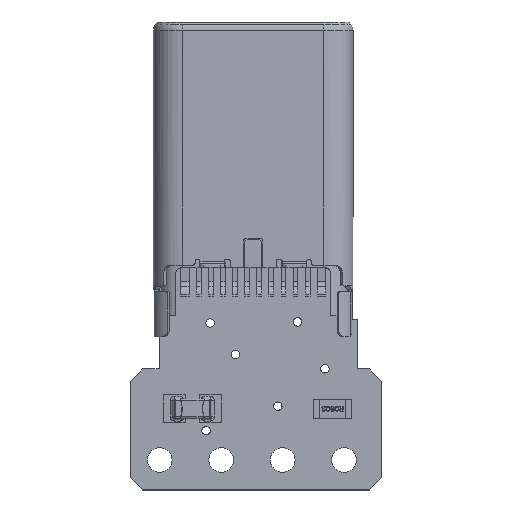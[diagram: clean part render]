
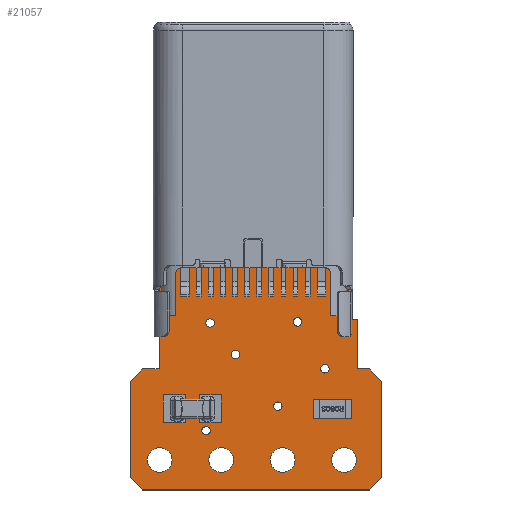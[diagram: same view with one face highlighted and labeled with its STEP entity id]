
A CAD part, top view. The second image highlights one B-rep face of the part: STEP entity #21057.
In plain terms, the highlighted planar face has unit normal (0, 0, 1).
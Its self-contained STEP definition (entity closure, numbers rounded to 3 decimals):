
#407=FACE_BOUND('',#2404,.T.);
#408=FACE_BOUND('',#2405,.T.);
#409=FACE_BOUND('',#2406,.T.);
#410=FACE_BOUND('',#2407,.T.);
#411=FACE_BOUND('',#2408,.T.);
#412=FACE_BOUND('',#2409,.T.);
#413=FACE_BOUND('',#2410,.T.);
#414=FACE_BOUND('',#2411,.T.);
#415=FACE_BOUND('',#2412,.T.);
#416=FACE_BOUND('',#2413,.T.);
#417=FACE_BOUND('',#2414,.T.);
#418=FACE_BOUND('',#2415,.T.);
#459=PLANE('',#22366);
#1232=FACE_OUTER_BOUND('',#2403,.T.);
#2403=EDGE_LOOP('',(#14308,#14309,#14310,#14311,#14312,#14313,#14314,#14315,
#14316,#14317,#14318,#14319,#14320,#14321));
#2404=EDGE_LOOP('',(#14322));
#2405=EDGE_LOOP('',(#14323));
#2406=EDGE_LOOP('',(#14324));
#2407=EDGE_LOOP('',(#14325));
#2408=EDGE_LOOP('',(#14326));
#2409=EDGE_LOOP('',(#14327));
#2410=EDGE_LOOP('',(#14328));
#2411=EDGE_LOOP('',(#14329));
#2412=EDGE_LOOP('',(#14330));
#2413=EDGE_LOOP('',(#14331));
#2414=EDGE_LOOP('',(#14332));
#2415=EDGE_LOOP('',(#14333));
#3600=LINE('',#30264,#5913);
#3603=LINE('',#30270,#5916);
#3606=LINE('',#30276,#5919);
#3609=LINE('',#30282,#5922);
#3612=LINE('',#30288,#5925);
#3615=LINE('',#30294,#5928);
#3618=LINE('',#30300,#5931);
#3621=LINE('',#30306,#5934);
#3624=LINE('',#30312,#5937);
#3627=LINE('',#30318,#5940);
#3630=LINE('',#30324,#5943);
#3633=LINE('',#30330,#5946);
#3636=LINE('',#30336,#5949);
#3639=LINE('',#30340,#5952);
#5913=VECTOR('',#24259,10.);
#5916=VECTOR('',#24264,10.);
#5919=VECTOR('',#24269,10.);
#5922=VECTOR('',#24274,10.);
#5925=VECTOR('',#24279,10.);
#5928=VECTOR('',#24284,10.);
#5931=VECTOR('',#24289,10.);
#5934=VECTOR('',#24294,10.);
#5937=VECTOR('',#24299,10.);
#5940=VECTOR('',#24304,10.);
#5943=VECTOR('',#24309,10.);
#5946=VECTOR('',#24314,10.);
#5949=VECTOR('',#24319,10.);
#5952=VECTOR('',#24324,10.);
#8213=CIRCLE('',#22318,0.51);
#8215=CIRCLE('',#22321,0.51);
#8217=CIRCLE('',#22324,0.175);
#8219=CIRCLE('',#22327,0.175);
#8221=CIRCLE('',#22330,0.175);
#8223=CIRCLE('',#22333,0.175);
#8225=CIRCLE('',#22336,0.175);
#8227=CIRCLE('',#22339,0.175);
#8229=CIRCLE('',#22342,0.175);
#8231=CIRCLE('',#22345,0.175);
#8233=CIRCLE('',#22348,0.51);
#8235=CIRCLE('',#22351,0.51);
#8872=VERTEX_POINT('',#30188);
#8874=VERTEX_POINT('',#30194);
#8876=VERTEX_POINT('',#30200);
#8878=VERTEX_POINT('',#30206);
#8880=VERTEX_POINT('',#30212);
#8882=VERTEX_POINT('',#30218);
#8884=VERTEX_POINT('',#30224);
#8886=VERTEX_POINT('',#30230);
#8888=VERTEX_POINT('',#30236);
#8890=VERTEX_POINT('',#30242);
#8892=VERTEX_POINT('',#30248);
#8894=VERTEX_POINT('',#30254);
#8897=VERTEX_POINT('',#30261);
#8898=VERTEX_POINT('',#30263);
#8900=VERTEX_POINT('',#30269);
#8902=VERTEX_POINT('',#30275);
#8904=VERTEX_POINT('',#30281);
#8906=VERTEX_POINT('',#30287);
#8908=VERTEX_POINT('',#30293);
#8910=VERTEX_POINT('',#30299);
#8912=VERTEX_POINT('',#30305);
#8914=VERTEX_POINT('',#30311);
#8916=VERTEX_POINT('',#30317);
#8918=VERTEX_POINT('',#30323);
#8920=VERTEX_POINT('',#30329);
#8922=VERTEX_POINT('',#30335);
#10993=EDGE_CURVE('',#8872,#8872,#8213,.T.);
#10996=EDGE_CURVE('',#8874,#8874,#8215,.T.);
#10999=EDGE_CURVE('',#8876,#8876,#8217,.T.);
#11002=EDGE_CURVE('',#8878,#8878,#8219,.T.);
#11005=EDGE_CURVE('',#8880,#8880,#8221,.T.);
#11008=EDGE_CURVE('',#8882,#8882,#8223,.T.);
#11011=EDGE_CURVE('',#8884,#8884,#8225,.T.);
#11014=EDGE_CURVE('',#8886,#8886,#8227,.T.);
#11017=EDGE_CURVE('',#8888,#8888,#8229,.T.);
#11020=EDGE_CURVE('',#8890,#8890,#8231,.T.);
#11023=EDGE_CURVE('',#8892,#8892,#8233,.T.);
#11026=EDGE_CURVE('',#8894,#8894,#8235,.T.);
#11029=EDGE_CURVE('',#8898,#8897,#3600,.T.);
#11032=EDGE_CURVE('',#8900,#8898,#3603,.T.);
#11035=EDGE_CURVE('',#8902,#8900,#3606,.T.);
#11038=EDGE_CURVE('',#8904,#8902,#3609,.T.);
#11041=EDGE_CURVE('',#8906,#8904,#3612,.T.);
#11044=EDGE_CURVE('',#8908,#8906,#3615,.T.);
#11047=EDGE_CURVE('',#8910,#8908,#3618,.T.);
#11050=EDGE_CURVE('',#8912,#8910,#3621,.T.);
#11053=EDGE_CURVE('',#8914,#8912,#3624,.T.);
#11056=EDGE_CURVE('',#8916,#8914,#3627,.T.);
#11059=EDGE_CURVE('',#8918,#8916,#3630,.T.);
#11062=EDGE_CURVE('',#8920,#8918,#3633,.T.);
#11065=EDGE_CURVE('',#8922,#8920,#3636,.T.);
#11068=EDGE_CURVE('',#8897,#8922,#3639,.T.);
#14308=ORIENTED_EDGE('',*,*,#11068,.T.);
#14309=ORIENTED_EDGE('',*,*,#11065,.T.);
#14310=ORIENTED_EDGE('',*,*,#11062,.T.);
#14311=ORIENTED_EDGE('',*,*,#11059,.T.);
#14312=ORIENTED_EDGE('',*,*,#11056,.T.);
#14313=ORIENTED_EDGE('',*,*,#11053,.T.);
#14314=ORIENTED_EDGE('',*,*,#11050,.T.);
#14315=ORIENTED_EDGE('',*,*,#11047,.T.);
#14316=ORIENTED_EDGE('',*,*,#11044,.T.);
#14317=ORIENTED_EDGE('',*,*,#11041,.T.);
#14318=ORIENTED_EDGE('',*,*,#11038,.T.);
#14319=ORIENTED_EDGE('',*,*,#11035,.T.);
#14320=ORIENTED_EDGE('',*,*,#11032,.T.);
#14321=ORIENTED_EDGE('',*,*,#11029,.T.);
#14322=ORIENTED_EDGE('',*,*,#10993,.T.);
#14323=ORIENTED_EDGE('',*,*,#10996,.T.);
#14324=ORIENTED_EDGE('',*,*,#10999,.T.);
#14325=ORIENTED_EDGE('',*,*,#11002,.T.);
#14326=ORIENTED_EDGE('',*,*,#11005,.T.);
#14327=ORIENTED_EDGE('',*,*,#11008,.T.);
#14328=ORIENTED_EDGE('',*,*,#11011,.T.);
#14329=ORIENTED_EDGE('',*,*,#11014,.T.);
#14330=ORIENTED_EDGE('',*,*,#11017,.T.);
#14331=ORIENTED_EDGE('',*,*,#11020,.T.);
#14332=ORIENTED_EDGE('',*,*,#11023,.T.);
#14333=ORIENTED_EDGE('',*,*,#11026,.T.);
#21057=ADVANCED_FACE('',(#1232,#407,#408,#409,#410,#411,#412,#413,#414,
#415,#416,#417,#418),#459,.T.);
#22318=AXIS2_PLACEMENT_3D('',#30190,#24176,#24177);
#22321=AXIS2_PLACEMENT_3D('',#30196,#24183,#24184);
#22324=AXIS2_PLACEMENT_3D('',#30202,#24190,#24191);
#22327=AXIS2_PLACEMENT_3D('',#30208,#24197,#24198);
#22330=AXIS2_PLACEMENT_3D('',#30214,#24204,#24205);
#22333=AXIS2_PLACEMENT_3D('',#30220,#24211,#24212);
#22336=AXIS2_PLACEMENT_3D('',#30226,#24218,#24219);
#22339=AXIS2_PLACEMENT_3D('',#30232,#24225,#24226);
#22342=AXIS2_PLACEMENT_3D('',#30238,#24232,#24233);
#22345=AXIS2_PLACEMENT_3D('',#30244,#24239,#24240);
#22348=AXIS2_PLACEMENT_3D('',#30250,#24246,#24247);
#22351=AXIS2_PLACEMENT_3D('',#30256,#24253,#24254);
#22366=AXIS2_PLACEMENT_3D('',#30341,#24325,#24326);
#24176=DIRECTION('center_axis',(0.,0.,-1.));
#24177=DIRECTION('ref_axis',(1.,0.,0.));
#24183=DIRECTION('center_axis',(0.,0.,-1.));
#24184=DIRECTION('ref_axis',(1.,0.,0.));
#24190=DIRECTION('center_axis',(0.,0.,-1.));
#24191=DIRECTION('ref_axis',(1.,0.,0.));
#24197=DIRECTION('center_axis',(0.,0.,-1.));
#24198=DIRECTION('ref_axis',(1.,0.,0.));
#24204=DIRECTION('center_axis',(0.,0.,-1.));
#24205=DIRECTION('ref_axis',(1.,0.,0.));
#24211=DIRECTION('center_axis',(0.,0.,-1.));
#24212=DIRECTION('ref_axis',(1.,0.,0.));
#24218=DIRECTION('center_axis',(0.,0.,-1.));
#24219=DIRECTION('ref_axis',(1.,0.,0.));
#24225=DIRECTION('center_axis',(0.,0.,-1.));
#24226=DIRECTION('ref_axis',(1.,0.,0.));
#24232=DIRECTION('center_axis',(0.,0.,-1.));
#24233=DIRECTION('ref_axis',(1.,0.,0.));
#24239=DIRECTION('center_axis',(0.,0.,-1.));
#24240=DIRECTION('ref_axis',(1.,0.,0.));
#24246=DIRECTION('center_axis',(0.,0.,-1.));
#24247=DIRECTION('ref_axis',(1.,0.,0.));
#24253=DIRECTION('center_axis',(0.,0.,-1.));
#24254=DIRECTION('ref_axis',(1.,0.,0.));
#24259=DIRECTION('',(0.,1.,0.));
#24264=DIRECTION('',(-1.,0.,0.));
#24269=DIRECTION('',(-0.707,0.707,0.));
#24274=DIRECTION('',(0.,1.,0.));
#24279=DIRECTION('',(0.707,0.707,0.));
#24284=DIRECTION('',(1.,0.,0.));
#24289=DIRECTION('',(0.707,-0.707,0.));
#24294=DIRECTION('',(0.,-1.,0.));
#24299=DIRECTION('',(-0.707,-0.707,0.));
#24304=DIRECTION('',(-1.,0.,0.));
#24309=DIRECTION('',(0.,-1.,0.));
#24314=DIRECTION('',(-1.,0.,0.));
#24319=DIRECTION('',(0.,1.,0.));
#24324=DIRECTION('',(-1.,0.,0.));
#24325=DIRECTION('center_axis',(0.,0.,1.));
#24326=DIRECTION('ref_axis',(1.,0.,0.));
#30188=CARTESIAN_POINT('',(5.849,1.303,0.87));
#30190=CARTESIAN_POINT('Origin',(6.359,1.303,0.87));
#30194=CARTESIAN_POINT('',(0.769,1.303,0.87));
#30196=CARTESIAN_POINT('Origin',(1.279,1.303,0.87));
#30200=CARTESIAN_POINT('',(8.256,9.653,0.87));
#30202=CARTESIAN_POINT('Origin',(8.431,9.653,0.87));
#30206=CARTESIAN_POINT('',(1.81,9.666,0.87));
#30208=CARTESIAN_POINT('Origin',(1.985,9.666,0.87));
#30212=CARTESIAN_POINT('',(3.185,6.965,0.87));
#30214=CARTESIAN_POINT('Origin',(3.36,6.965,0.87));
#30218=CARTESIAN_POINT('',(7.929,5.073,0.87));
#30220=CARTESIAN_POINT('Origin',(8.104,5.073,0.87));
#30224=CARTESIAN_POINT('',(5.984,3.527,0.87));
#30226=CARTESIAN_POINT('Origin',(6.159,3.527,0.87));
#30230=CARTESIAN_POINT('',(6.8,7.012,0.87));
#30232=CARTESIAN_POINT('Origin',(6.975,7.012,0.87));
#30236=CARTESIAN_POINT('',(4.236,5.663,0.87));
#30238=CARTESIAN_POINT('Origin',(4.411,5.663,0.87));
#30242=CARTESIAN_POINT('',(3.022,2.514,0.87));
#30244=CARTESIAN_POINT('Origin',(3.197,2.514,0.87));
#30248=CARTESIAN_POINT('',(3.309,1.303,0.87));
#30250=CARTESIAN_POINT('Origin',(3.819,1.303,0.87));
#30254=CARTESIAN_POINT('',(8.389,1.303,0.87));
#30256=CARTESIAN_POINT('Origin',(8.899,1.303,0.87));
#30261=CARTESIAN_POINT('',(9.457,7.105,0.87));
#30263=CARTESIAN_POINT('',(9.457,5.065,0.87));
#30264=CARTESIAN_POINT('',(9.457,7.105,0.87));
#30269=CARTESIAN_POINT('',(9.957,5.065,0.87));
#30270=CARTESIAN_POINT('',(9.457,5.065,0.87));
#30275=CARTESIAN_POINT('',(10.457,4.565,0.87));
#30276=CARTESIAN_POINT('',(9.957,5.065,0.87));
#30281=CARTESIAN_POINT('',(10.457,0.565,0.87));
#30282=CARTESIAN_POINT('',(10.457,4.565,0.87));
#30287=CARTESIAN_POINT('',(9.957,0.065,0.87));
#30288=CARTESIAN_POINT('',(10.457,0.565,0.87));
#30293=CARTESIAN_POINT('',(0.557,0.065,0.87));
#30294=CARTESIAN_POINT('',(9.957,0.065,0.87));
#30299=CARTESIAN_POINT('',(0.057,0.565,0.87));
#30300=CARTESIAN_POINT('',(0.557,0.065,0.87));
#30305=CARTESIAN_POINT('',(0.057,4.565,0.87));
#30306=CARTESIAN_POINT('',(0.057,0.565,0.87));
#30311=CARTESIAN_POINT('',(0.557,5.065,0.87));
#30312=CARTESIAN_POINT('',(0.057,4.565,0.87));
#30317=CARTESIAN_POINT('',(1.257,5.065,0.87));
#30318=CARTESIAN_POINT('',(0.557,5.065,0.87));
#30323=CARTESIAN_POINT('',(1.257,10.265,0.87));
#30324=CARTESIAN_POINT('',(1.257,5.065,0.87));
#30329=CARTESIAN_POINT('',(9.057,10.265,0.87));
#30330=CARTESIAN_POINT('',(1.257,10.265,0.87));
#30335=CARTESIAN_POINT('',(9.057,7.105,0.87));
#30336=CARTESIAN_POINT('',(9.057,10.265,0.87));
#30340=CARTESIAN_POINT('',(9.057,7.105,0.87));
#30341=CARTESIAN_POINT('Origin',(5.257,5.165,0.87));
